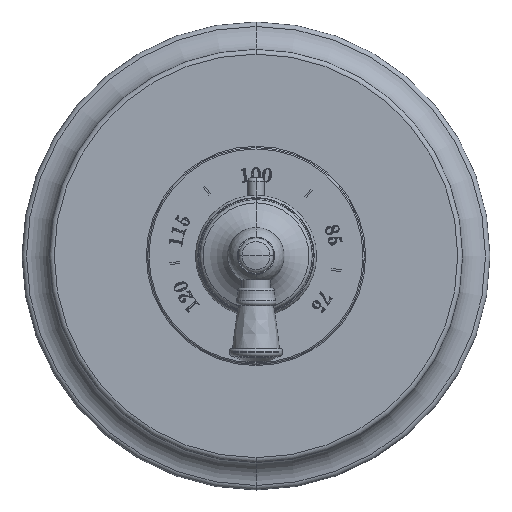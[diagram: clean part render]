
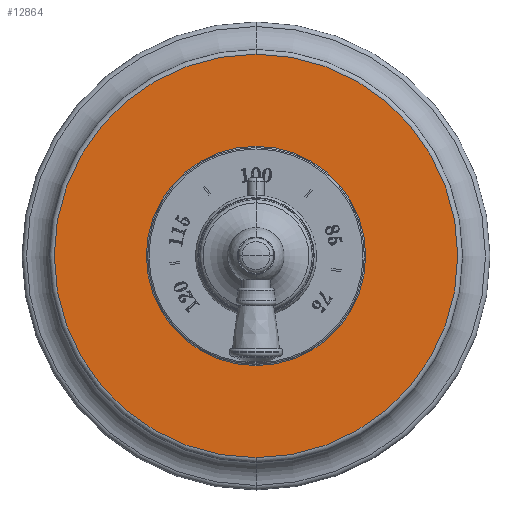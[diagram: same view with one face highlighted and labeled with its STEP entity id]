
A CAD part, top view. The second image highlights one B-rep face of the part: STEP entity #12864.
In plain terms, the highlighted planar face has unit normal (0, 0, 1).
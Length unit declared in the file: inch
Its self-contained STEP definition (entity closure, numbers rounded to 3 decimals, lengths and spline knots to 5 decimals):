
#80=CARTESIAN_POINT('',(0.,0.,0.625));
#81=DIRECTION('',(0.,0.,1.));
#82=DIRECTION('',(0.,1.,0.));
#83=AXIS2_PLACEMENT_3D('',#80,#81,#82);
#85=CARTESIAN_POINT('',(0.,0.,0.625));
#86=DIRECTION('',(0.,0.,-1.));
#87=DIRECTION('',(0.,1.,0.));
#88=AXIS2_PLACEMENT_3D('',#85,#86,#87);
#90=CARTESIAN_POINT('',(0.,0.,0.625));
#91=DIRECTION('',(0.,0.,1.));
#92=DIRECTION('',(0.,-1.,0.));
#93=AXIS2_PLACEMENT_3D('',#90,#91,#92);
#105=CARTESIAN_POINT('',(0.,0.,0.625));
#106=DIRECTION('',(0.,0.,1.));
#107=DIRECTION('',(0.,1.,0.));
#108=AXIS2_PLACEMENT_3D('',#105,#106,#107);
#11135=CARTESIAN_POINT('',(0.,3.233,0.625));
#11136=VERTEX_POINT('',#11135);
#11143=CARTESIAN_POINT('',(0.,-3.233,0.625));
#11144=VERTEX_POINT('',#11143);
#11145=CARTESIAN_POINT('',(0.,-1.75698,0.625));
#11146=CARTESIAN_POINT('',(0.,1.75698,0.625));
#11147=VERTEX_POINT('',#11145);
#11148=VERTEX_POINT('',#11146);
#12849=CARTESIAN_POINT('',(0.,0.,0.625));
#12850=DIRECTION('',(0.,0.,-1.));
#12851=DIRECTION('',(0.,-1.,0.));
#12852=AXIS2_PLACEMENT_3D('',#12849,#12850,#12851);
#12853=PLANE('',#12852);
#12854=ORIENTED_EDGE('',*,*,#12828,.F.);
#12855=ORIENTED_EDGE('',*,*,#12844,.T.);
#12856=EDGE_LOOP('',(#12854,#12855));
#12857=FACE_OUTER_BOUND('',#12856,.F.);
#12859=ORIENTED_EDGE('',*,*,#12858,.T.);
#12861=ORIENTED_EDGE('',*,*,#12860,.T.);
#12862=EDGE_LOOP('',(#12859,#12861));
#12863=FACE_BOUND('',#12862,.F.);
#12864=ADVANCED_FACE('',(#12857,#12863),#12853,.F.);
#84=CIRCLE('',#83,3.233);
#89=CIRCLE('',#88,3.233);
#94=CIRCLE('',#93,1.75698);
#109=CIRCLE('',#108,1.75698);
#12828=EDGE_CURVE('',#11136,#11144,#84,.T.);
#12844=EDGE_CURVE('',#11136,#11144,#89,.T.);
#12858=EDGE_CURVE('',#11147,#11148,#94,.T.);
#12860=EDGE_CURVE('',#11148,#11147,#109,.T.);
